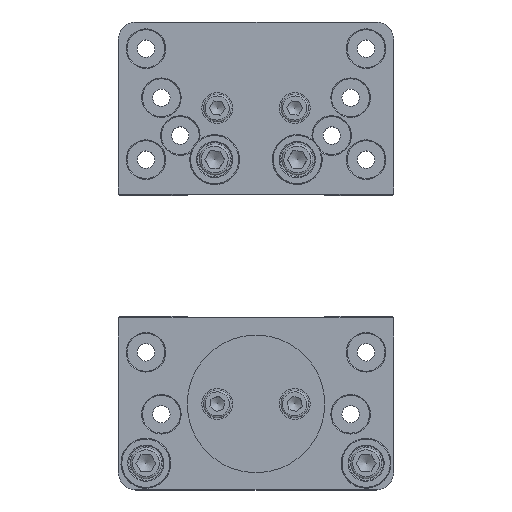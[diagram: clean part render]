
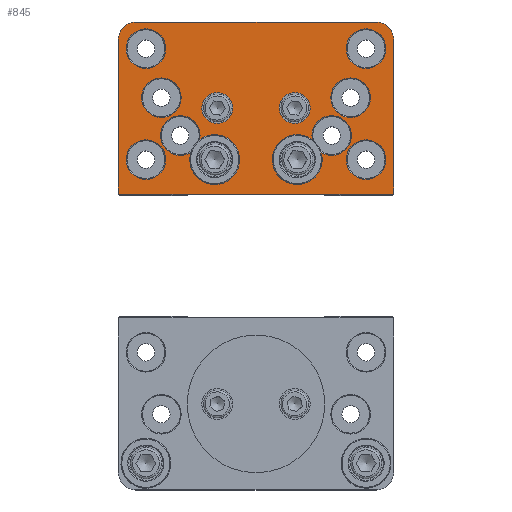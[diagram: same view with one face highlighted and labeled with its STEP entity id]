
A CAD part, top view. The second image highlights one B-rep face of the part: STEP entity #845.
In plain terms, the highlighted face is planar.
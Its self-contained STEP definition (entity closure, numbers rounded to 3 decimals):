
#636=CARTESIAN_POINT('',(47.5,28.,144.0));
#637=VERTEX_POINT('',#636);
#638=CARTESIAN_POINT('',(36.,28.,144.0));
#639=DIRECTION('',(0.0,1.0,0.0));
#640=DIRECTION('',(-1.0,0.0,0.0));
#641=AXIS2_PLACEMENT_3D('',#638,#639,#640);
#642=CIRCLE('',#641,11.5);
#643=EDGE_CURVE('',#637,#637,#642,.T.);
#648=CARTESIAN_POINT('',(-44.,28.,0.0));
#649=DIRECTION('',(0.0,1.0,0.0));
#650=DIRECTION('',(0.0,0.0,1.0));
#651=AXIS2_PLACEMENT_3D('',#648,#649,#650);
#652=PLANE('',#651);
#653=CARTESIAN_POINT('',(56.0,28.,0.0));
#654=VERTEX_POINT('',#653);
#655=CARTESIAN_POINT('',(56.0,28.,40.577));
#656=VERTEX_POINT('',#655);
#657=CARTESIAN_POINT('',(56.0,28.,0.0));
#658=DIRECTION('',(0.0,0.0,1.0));
#659=VECTOR('',#658,40.577);
#660=LINE('',#657,#659);
#661=EDGE_CURVE('',#654,#656,#660,.T.);
#662=ORIENTED_EDGE('',*,*,#661,.F.);
#663=CARTESIAN_POINT('',(-34.,28.,0.0));
#664=VERTEX_POINT('',#663);
#665=CARTESIAN_POINT('',(-34.,28.,0.0));
#666=DIRECTION('',(1.0,0.0,0.0));
#667=VECTOR('',#666,90.0);
#668=LINE('',#665,#667);
#669=EDGE_CURVE('',#664,#654,#668,.T.);
#670=ORIENTED_EDGE('',*,*,#669,.F.);
#671=CARTESIAN_POINT('',(-44.,28.,10.0));
#672=VERTEX_POINT('',#671);
#673=CARTESIAN_POINT('',(-34.,28.,10.0));
#674=DIRECTION('',(0.0,-1.0,0.0));
#675=DIRECTION('',(-0.707,0.0,-0.707));
#676=AXIS2_PLACEMENT_3D('',#673,#674,#675);
#677=CIRCLE('',#676,10.);
#678=EDGE_CURVE('',#672,#664,#677,.T.);
#679=ORIENTED_EDGE('',*,*,#678,.F.);
#680=CARTESIAN_POINT('',(-44.,28.,150.0));
#681=VERTEX_POINT('',#680);
#682=CARTESIAN_POINT('',(-44.,28.,10.0));
#683=DIRECTION('',(0.0,0.0,1.0));
#684=VECTOR('',#683,140.0);
#685=LINE('',#682,#684);
#686=EDGE_CURVE('',#672,#681,#685,.T.);
#687=ORIENTED_EDGE('',*,*,#686,.T.);
#688=CARTESIAN_POINT('',(-34.,28.,160.0));
#689=VERTEX_POINT('',#688);
#690=CARTESIAN_POINT('',(-34.,28.,150.0));
#691=DIRECTION('',(0.0,-1.0,0.0));
#692=DIRECTION('',(-0.707,0.0,0.707));
#693=AXIS2_PLACEMENT_3D('',#690,#691,#692);
#694=CIRCLE('',#693,10.);
#695=EDGE_CURVE('',#689,#681,#694,.T.);
#696=ORIENTED_EDGE('',*,*,#695,.F.);
#697=CARTESIAN_POINT('',(56.0,28.,160.0));
#698=VERTEX_POINT('',#697);
#699=CARTESIAN_POINT('',(-34.,28.,160.0));
#700=DIRECTION('',(1.0,0.0,0.0));
#701=VECTOR('',#700,90.0);
#702=LINE('',#699,#701);
#703=EDGE_CURVE('',#689,#698,#702,.T.);
#704=ORIENTED_EDGE('',*,*,#703,.T.);
#705=CARTESIAN_POINT('',(56.0,28.,119.423));
#706=VERTEX_POINT('',#705);
#707=CARTESIAN_POINT('',(56.,28.,119.423));
#708=DIRECTION('',(0.0,0.0,1.0));
#709=VECTOR('',#708,40.577);
#710=LINE('',#707,#709);
#711=EDGE_CURVE('',#706,#698,#710,.T.);
#712=ORIENTED_EDGE('',*,*,#711,.F.);
#713=CARTESIAN_POINT('',(56.0,28.,40.577));
#714=DIRECTION('',(0.0,0.0,1.0));
#715=VECTOR('',#714,78.845);
#716=LINE('',#713,#715);
#717=EDGE_CURVE('',#656,#706,#716,.T.);
#718=ORIENTED_EDGE('',*,*,#717,.F.);
#719=EDGE_LOOP('',(#662,#670,#679,#687,#696,#704,#712,#718));
#720=FACE_OUTER_BOUND('',#719,.T.);
#721=CARTESIAN_POINT('',(-17.,28.,144.0));
#722=VERTEX_POINT('',#721);
#723=CARTESIAN_POINT('',(-28.5,28.,144.0));
#724=DIRECTION('',(0.0,1.0,0.0));
#725=DIRECTION('',(-1.0,0.0,0.0));
#726=AXIS2_PLACEMENT_3D('',#723,#724,#725);
#727=CIRCLE('',#726,11.5);
#728=EDGE_CURVE('',#722,#722,#727,.T.);
#729=ORIENTED_EDGE('',*,*,#728,.F.);
#730=EDGE_LOOP('',(#729));
#731=FACE_BOUND('',#730,.T.);
#732=CARTESIAN_POINT('',(33.5,28.,124.0));
#733=VERTEX_POINT('',#732);
#734=CARTESIAN_POINT('',(22.,28.,124.0));
#735=DIRECTION('',(0.0,1.0,0.0));
#736=DIRECTION('',(-1.0,0.0,0.0));
#737=AXIS2_PLACEMENT_3D('',#734,#735,#736);
#738=CIRCLE('',#737,11.5);
#739=EDGE_CURVE('',#733,#733,#738,.T.);
#740=ORIENTED_EDGE('',*,*,#739,.F.);
#741=EDGE_LOOP('',(#740));
#742=FACE_BOUND('',#741,.T.);
#743=CARTESIAN_POINT('',(47.5,28.,56.0));
#744=VERTEX_POINT('',#743);
#745=CARTESIAN_POINT('',(36.,28.,56.0));
#746=DIRECTION('',(0.0,1.0,0.0));
#747=DIRECTION('',(-1.0,0.0,0.0));
#748=AXIS2_PLACEMENT_3D('',#745,#746,#747);
#749=CIRCLE('',#748,11.5);
#750=EDGE_CURVE('',#744,#744,#749,.T.);
#751=ORIENTED_EDGE('',*,*,#750,.F.);
#752=EDGE_LOOP('',(#751));
#753=FACE_BOUND('',#752,.T.);
#754=CARTESIAN_POINT('',(47.5,28.,16.));
#755=VERTEX_POINT('',#754);
#756=CARTESIAN_POINT('',(36.,28.,16.));
#757=DIRECTION('',(0.0,1.0,0.0));
#758=DIRECTION('',(-1.0,0.0,0.0));
#759=AXIS2_PLACEMENT_3D('',#756,#757,#758);
#760=CIRCLE('',#759,11.5);
#761=EDGE_CURVE('',#755,#755,#760,.T.);
#762=ORIENTED_EDGE('',*,*,#761,.F.);
#763=EDGE_LOOP('',(#762));
#764=FACE_BOUND('',#763,.T.);
#765=CARTESIAN_POINT('',(-17.,28.,16.));
#766=VERTEX_POINT('',#765);
#767=CARTESIAN_POINT('',(-28.5,28.,16.));
#768=DIRECTION('',(0.0,1.0,0.0));
#769=DIRECTION('',(-1.0,0.0,0.0));
#770=AXIS2_PLACEMENT_3D('',#767,#768,#769);
#771=CIRCLE('',#770,11.5);
#772=EDGE_CURVE('',#766,#766,#771,.T.);
#773=ORIENTED_EDGE('',*,*,#772,.F.);
#774=EDGE_LOOP('',(#773));
#775=FACE_BOUND('',#774,.T.);
#776=CARTESIAN_POINT('',(15.,28.,102.5));
#777=VERTEX_POINT('',#776);
#778=CARTESIAN_POINT('',(6.,28.,102.5));
#779=DIRECTION('',(0.0,-1.0,0.0));
#780=DIRECTION('',(1.0,0.0,0.0));
#781=AXIS2_PLACEMENT_3D('',#778,#779,#780);
#782=CIRCLE('',#781,9.0);
#783=EDGE_CURVE('',#777,#777,#782,.T.);
#784=ORIENTED_EDGE('',*,*,#783,.T.);
#785=EDGE_LOOP('',(#784));
#786=FACE_BOUND('',#785,.T.);
#787=CARTESIAN_POINT('',(15.,28.,57.5));
#788=VERTEX_POINT('',#787);
#789=CARTESIAN_POINT('',(6.,28.,57.5));
#790=DIRECTION('',(0.0,-1.0,0.0));
#791=DIRECTION('',(1.0,0.0,0.0));
#792=AXIS2_PLACEMENT_3D('',#789,#790,#791);
#793=CIRCLE('',#792,9.0);
#794=EDGE_CURVE('',#788,#788,#793,.T.);
#795=ORIENTED_EDGE('',*,*,#794,.T.);
#796=EDGE_LOOP('',(#795));
#797=FACE_BOUND('',#796,.T.);
#798=CARTESIAN_POINT('',(11.5,28.,25.0));
#799=VERTEX_POINT('',#798);
#800=CARTESIAN_POINT('',(0.,28.,25.0));
#801=DIRECTION('',(0.0,1.0,0.0));
#802=DIRECTION('',(-1.0,0.0,0.0));
#803=AXIS2_PLACEMENT_3D('',#800,#801,#802);
#804=CIRCLE('',#803,11.5);
#805=EDGE_CURVE('',#799,#799,#804,.T.);
#806=ORIENTED_EDGE('',*,*,#805,.F.);
#807=EDGE_LOOP('',(#806));
#808=FACE_BOUND('',#807,.T.);
#809=CARTESIAN_POINT('',(33.5,28.,36.0));
#810=VERTEX_POINT('',#809);
#811=CARTESIAN_POINT('',(22.,28.,36.0));
#812=DIRECTION('',(0.0,1.0,0.0));
#813=DIRECTION('',(-1.0,0.0,0.0));
#814=AXIS2_PLACEMENT_3D('',#811,#812,#813);
#815=CIRCLE('',#814,11.5);
#816=EDGE_CURVE('',#810,#810,#815,.T.);
#817=ORIENTED_EDGE('',*,*,#816,.F.);
#818=EDGE_LOOP('',(#817));
#819=FACE_BOUND('',#818,.T.);
#820=CARTESIAN_POINT('',(47.5,28.,104.0));
#821=VERTEX_POINT('',#820);
#822=CARTESIAN_POINT('',(36.,28.,104.0));
#823=DIRECTION('',(0.0,1.0,0.0));
#824=DIRECTION('',(-1.0,0.0,0.0));
#825=AXIS2_PLACEMENT_3D('',#822,#823,#824);
#826=CIRCLE('',#825,11.5);
#827=EDGE_CURVE('',#821,#821,#826,.T.);
#828=ORIENTED_EDGE('',*,*,#827,.F.);
#829=EDGE_LOOP('',(#828));
#830=FACE_BOUND('',#829,.T.);
#831=CARTESIAN_POINT('',(11.5,28.,135.0));
#832=VERTEX_POINT('',#831);
#833=CARTESIAN_POINT('',(0.,28.,135.0));
#834=DIRECTION('',(0.0,1.0,0.0));
#835=DIRECTION('',(-1.0,0.0,0.0));
#836=AXIS2_PLACEMENT_3D('',#833,#834,#835);
#837=CIRCLE('',#836,11.5);
#838=EDGE_CURVE('',#832,#832,#837,.T.);
#839=ORIENTED_EDGE('',*,*,#838,.F.);
#840=EDGE_LOOP('',(#839));
#841=FACE_BOUND('',#840,.T.);
#842=ORIENTED_EDGE('',*,*,#643,.F.);
#843=EDGE_LOOP('',(#842));
#844=FACE_BOUND('',#843,.T.);
#845=ADVANCED_FACE('',(#720,#731,#742,#753,#764,#775,#786,#797,#808,#819,#830,#841,#844),#652,.T.);
